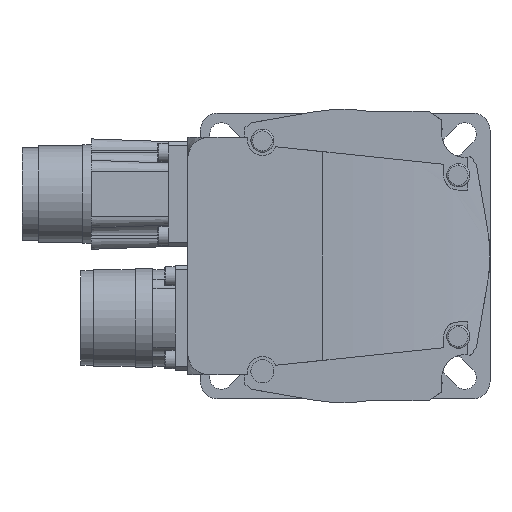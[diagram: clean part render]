
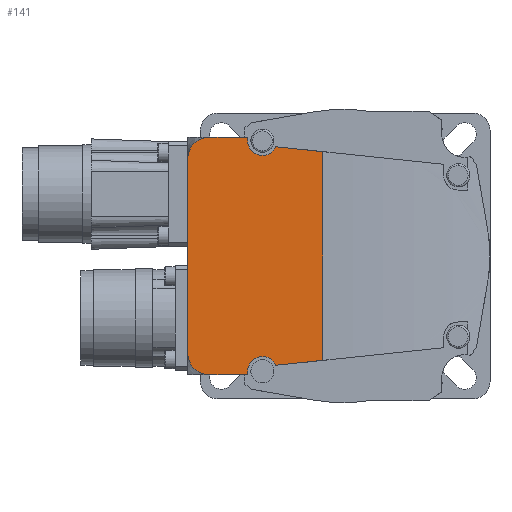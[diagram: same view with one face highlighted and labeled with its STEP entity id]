
A CAD part, left-side view. The second image highlights one B-rep face of the part: STEP entity #141.
In plain terms, the highlighted planar face has unit normal (-1, 0, 0).
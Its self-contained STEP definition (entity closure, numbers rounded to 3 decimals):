
#141=ADVANCED_FACE('',(#626),#627,.T.);
#626=FACE_OUTER_BOUND('',#1551,.T.);
#627=PLANE('',#1552);
#1551=EDGE_LOOP('',(#2773,#2774,#2775,#2776,#2777,#2778,#2779,#2780,#2781,#2782,#2783,#2784));
#1552=AXIS2_PLACEMENT_3D('',#2785,#2786,#2787);
#2773=ORIENTED_EDGE('',*,*,#5912,.T.);
#2774=ORIENTED_EDGE('',*,*,#6019,.F.);
#2775=ORIENTED_EDGE('',*,*,#6015,.F.);
#2776=ORIENTED_EDGE('',*,*,#6013,.F.);
#2777=ORIENTED_EDGE('',*,*,#6011,.F.);
#2778=ORIENTED_EDGE('',*,*,#5972,.F.);
#2779=ORIENTED_EDGE('',*,*,#5999,.F.);
#2780=ORIENTED_EDGE('',*,*,#6001,.F.);
#2781=ORIENTED_EDGE('',*,*,#6003,.F.);
#2782=ORIENTED_EDGE('',*,*,#6004,.F.);
#2783=ORIENTED_EDGE('',*,*,#5915,.T.);
#2784=ORIENTED_EDGE('',*,*,#5917,.F.);
#2785=CARTESIAN_POINT('',(-8.0,0.0,0.0));
#2786=DIRECTION('',(-1.0,0.0,0.0));
#2787=DIRECTION('',(0.0,0.0,1.0));
#5912=EDGE_CURVE('',#7033,#7030,#7034,.T.);
#5915=EDGE_CURVE('',#7039,#7036,#7040,.T.);
#5917=EDGE_CURVE('',#7033,#7036,#7042,.T.);
#5972=EDGE_CURVE('',#7145,#7147,#7148,.T.);
#5999=EDGE_CURVE('',#7187,#7145,#7189,.T.);
#6001=EDGE_CURVE('',#7190,#7187,#7192,.T.);
#6003=EDGE_CURVE('',#7193,#7190,#7195,.T.);
#6004=EDGE_CURVE('',#7039,#7193,#7196,.T.);
#6011=EDGE_CURVE('',#7147,#7204,#7205,.T.);
#6013=EDGE_CURVE('',#7204,#7207,#7208,.T.);
#6015=EDGE_CURVE('',#7207,#7210,#7211,.T.);
#6019=EDGE_CURVE('',#7210,#7030,#7216,.T.);
#7030=VERTEX_POINT('',#8884);
#7033=VERTEX_POINT('',#8896);
#7034=CIRCLE('',#8897,5.0);
#7036=VERTEX_POINT('',#8908);
#7039=VERTEX_POINT('',#8920);
#7040=CIRCLE('',#8921,5.0);
#7042=LINE('',#8932,#8933);
#7145=VERTEX_POINT('',#9120);
#7147=VERTEX_POINT('',#9122);
#7148=LINE('',#9123,#9124);
#7187=VERTEX_POINT('',#9195);
#7189=LINE('',#9198,#9199);
#7190=VERTEX_POINT('',#9200);
#7192=CIRCLE('',#9203,3.5);
#7193=VERTEX_POINT('',#9204);
#7195=LINE('',#9207,#9208);
#7196=LINE('',#9209,#9210);
#7204=VERTEX_POINT('',#9224);
#7205=LINE('',#9225,#9226);
#7207=VERTEX_POINT('',#9229);
#7208=CIRCLE('',#9230,3.5);
#7210=VERTEX_POINT('',#9233);
#7211=LINE('',#9234,#9235);
#7216=LINE('',#9243,#9244);
#8884=CARTESIAN_POINT('',(-8.0,32.0,-28.25));
#8896=CARTESIAN_POINT('',(-8.0,37.0,-23.25));
#8897=AXIS2_PLACEMENT_3D('',#11517,#11518,#11519);
#8908=CARTESIAN_POINT('',(-8.0,37.0,23.25));
#8920=CARTESIAN_POINT('',(-8.0,32.0,28.25));
#8921=AXIS2_PLACEMENT_3D('',#11520,#11521,#11522);
#8932=CARTESIAN_POINT('',(-8.0,37.0,28.25));
#8933=VECTOR('',#11523,1.0);
#9120=CARTESIAN_POINT('',(-8.,4.8,24.866));
#9122=CARTESIAN_POINT('',(-8.,4.8,-24.866));
#9123=CARTESIAN_POINT('',(-8.0,4.8,0.0));
#9124=VECTOR('',#11614,1.0);
#9195=CARTESIAN_POINT('',(-8.0,16.006,26.043));
#9198=CARTESIAN_POINT('',(-8.0,-23.942,21.845));
#9199=VECTOR('',#11658,1.0);
#9200=CARTESIAN_POINT('',(-8.0,22.715,27.442));
#9203=AXIS2_PLACEMENT_3D('',#11660,#11661,#11662);
#9204=CARTESIAN_POINT('',(-8.0,22.715,28.25));
#9207=CARTESIAN_POINT('',(-8.0,22.715,27.442));
#9208=VECTOR('',#11664,1.0);
#9209=CARTESIAN_POINT('',(-8.0,22.715,28.25));
#9210=VECTOR('',#11665,1.0);
#9224=CARTESIAN_POINT('',(-8.0,16.006,-26.043));
#9225=CARTESIAN_POINT('',(-8.0,16.006,-26.043));
#9226=VECTOR('',#11672,1.0);
#9229=CARTESIAN_POINT('',(-8.0,22.715,-27.442));
#9230=AXIS2_PLACEMENT_3D('',#11674,#11675,#11676);
#9233=CARTESIAN_POINT('',(-8.0,22.715,-28.25));
#9234=CARTESIAN_POINT('',(-8.0,22.715,-28.25));
#9235=VECTOR('',#11678,1.0);
#9243=CARTESIAN_POINT('',(-8.0,37.0,-28.25));
#9244=VECTOR('',#11682,1.0);
#11517=CARTESIAN_POINT('',(-8.0,32.0,-23.25));
#11518=DIRECTION('',(-1.0,-0.0,0.0));
#11519=DIRECTION('',(0.0,0.,-1.0));
#11520=CARTESIAN_POINT('',(-8.0,32.0,23.25));
#11521=DIRECTION('',(-1.0,0.0,0.0));
#11522=DIRECTION('',(0.0,1.0,0.));
#11523=DIRECTION('',(0.0,0.0,1.0));
#11614=DIRECTION('',(0.0,0.0,-1.0));
#11658=DIRECTION('',(0.0,-0.995,-0.105));
#11660=CARTESIAN_POINT('',(-8.0,19.215,27.442));
#11661=DIRECTION('',(-1.0,-0.0,0.0));
#11662=DIRECTION('',(0.0,-0.917,-0.399));
#11664=DIRECTION('',(0.0,0.0,-1.0));
#11665=DIRECTION('',(0.0,-1.0,0.0));
#11672=DIRECTION('',(0.0,0.995,-0.105));
#11674=CARTESIAN_POINT('',(-8.0,19.215,-27.442));
#11675=DIRECTION('',(-1.0,0.0,0.0));
#11676=DIRECTION('',(0.0,1.0,0.));
#11678=DIRECTION('',(0.0,0.0,-1.0));
#11682=DIRECTION('',(0.0,1.0,0.0));
